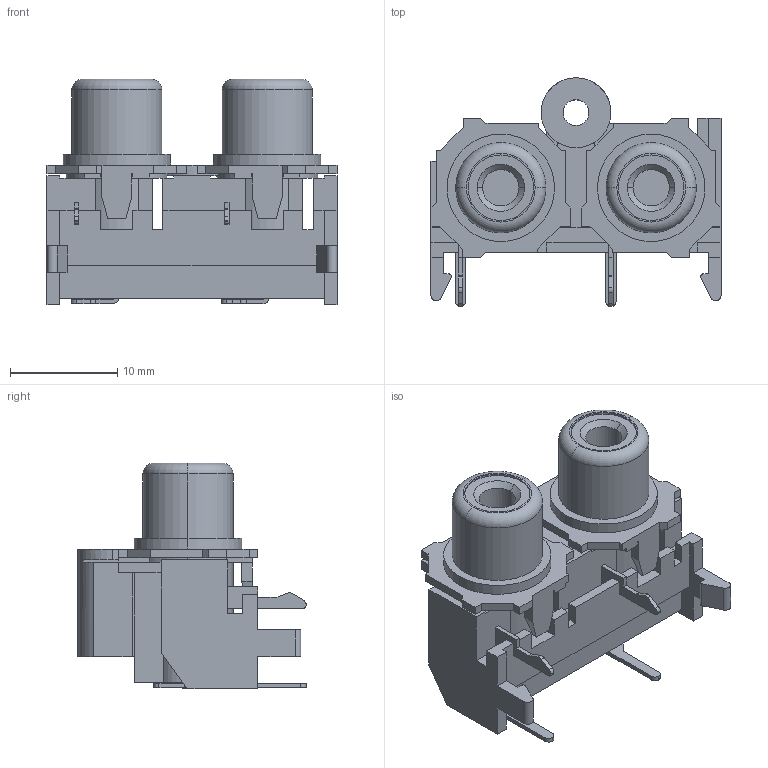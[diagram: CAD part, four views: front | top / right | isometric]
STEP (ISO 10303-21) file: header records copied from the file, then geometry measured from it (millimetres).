
FILE_DESCRIPTION (( 'STEP AP214' ), '1' );
FILE_NAME ('AV2-8.4-4rem.STEP', '2022-05-25T14:40:52', ( '' ), ( '' ), 'SwSTEP 2.0', 'SolidWorks 2021', '' );
FILE_SCHEMA (( 'AUTOMOTIVE_DESIGN' ));
Length unit declared in the file: millimetre
Products named in the file (1): AV2-8.4-4rem
Bounding box: 27 x 21.25 x 21 mm (x, y, z)
Volume: 2942.6 mm3; surface area: 4318.4 mm2
Topology: 3 solids, 5 shells, 357 faces, 989 edges, 648 vertices
Faces by surface type: plane 274, cylinder 75, torus 4, cone 4
Entity records: 13563 total; most frequent: CARTESIAN_POINT 1995, ORIENTED_EDGE 1978, DIRECTION 1886, EDGE_CURVE 989, VECTOR 808, LINE 808, VERTEX_POINT 648, AXIS2_PLACEMENT_3D 539
